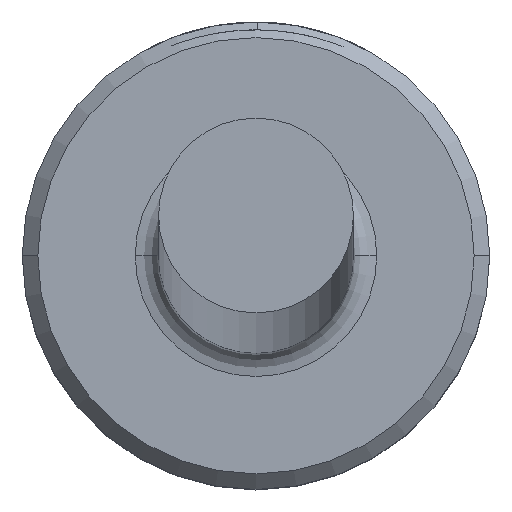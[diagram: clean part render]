
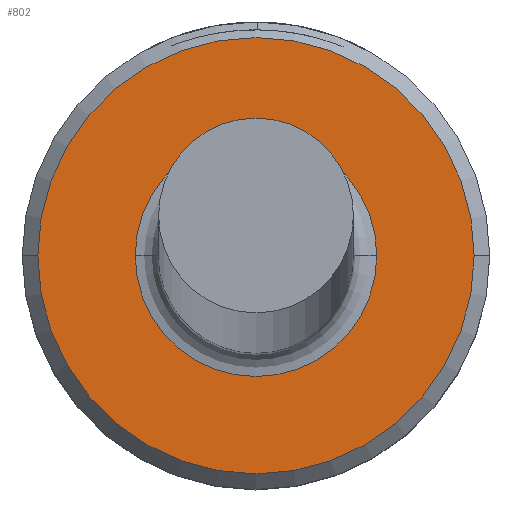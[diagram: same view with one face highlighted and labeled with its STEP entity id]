
A CAD part, top view. The second image highlights one B-rep face of the part: STEP entity #802.
In plain terms, the highlighted planar face has unit normal (0, 0, 1).
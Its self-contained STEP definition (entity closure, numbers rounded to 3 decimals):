
#4 = EDGE_CURVE ( 'NONE', #1061, #1001, #315, .T. ) ;
#16 = DIRECTION ( 'NONE',  ( 1., 0., 0. ) ) ;
#23 = ORIENTED_EDGE ( 'NONE', *, *, #706, .T. ) ;
#36 = CIRCLE ( 'NONE', #252, 2.8 ) ;
#48 = AXIS2_PLACEMENT_3D ( 'NONE', #763, #208, #853 ) ;
#90 = VERTEX_POINT ( 'NONE', #136 ) ;
#116 = PLANE ( 'NONE',  #803 ) ;
#136 = CARTESIAN_POINT ( 'NONE',  ( -2.8, 0., 4. ) ) ;
#137 = CARTESIAN_POINT ( 'NONE',  ( 0., 0., 4. ) ) ;
#203 = DIRECTION ( 'NONE',  ( 0., 0., 1. ) ) ;
#208 = DIRECTION ( 'NONE',  ( 0., 0., 1. ) ) ;
#229 = DIRECTION ( 'NONE',  ( -1., 0., 0. ) ) ;
#252 = AXIS2_PLACEMENT_3D ( 'NONE', #1100, #568, #16 ) ;
#294 = AXIS2_PLACEMENT_3D ( 'NONE', #137, #780, #229 ) ;
#315 = CIRCLE ( 'NONE', #651, 1.55 ) ;
#424 = ORIENTED_EDGE ( 'NONE', *, *, #987, .T. ) ;
#454 = EDGE_LOOP ( 'NONE', ( #818, #424 ) ) ;
#462 = FACE_BOUND ( 'NONE', #454, .T. ) ;
#483 = ORIENTED_EDGE ( 'NONE', *, *, #931, .T. ) ;
#486 = CARTESIAN_POINT ( 'NONE',  ( 0., 0., 4. ) ) ;
#517 = CARTESIAN_POINT ( 'NONE',  ( 2.8, 0., 4. ) ) ;
#528 = VERTEX_POINT ( 'NONE', #517 ) ;
#568 = DIRECTION ( 'NONE',  ( 0., 0., 1. ) ) ;
#569 = EDGE_LOOP ( 'NONE', ( #483, #23 ) ) ;
#600 = CARTESIAN_POINT ( 'NONE',  ( 1.55, 0., 4. ) ) ;
#651 = AXIS2_PLACEMENT_3D ( 'NONE', #1066, #996, #972 ) ;
#699 = CARTESIAN_POINT ( 'NONE',  ( -1.55, 0., 4. ) ) ;
#706 = EDGE_CURVE ( 'NONE', #528, #90, #36, .T. ) ;
#763 = CARTESIAN_POINT ( 'NONE',  ( 0., 0., 4. ) ) ;
#775 = CIRCLE ( 'NONE', #294, 1.55 ) ;
#780 = DIRECTION ( 'NONE',  ( 0., 0., -1. ) ) ;
#802 = ADVANCED_FACE ( 'NONE', ( #932, #462 ), #116, .T. ) ;
#803 = AXIS2_PLACEMENT_3D ( 'NONE', #486, #203, #848 ) ;
#818 = ORIENTED_EDGE ( 'NONE', *, *, #4, .T. ) ;
#848 = DIRECTION ( 'NONE',  ( 1., 0., 0. ) ) ;
#853 = DIRECTION ( 'NONE',  ( 1., 0., 0. ) ) ;
#931 = EDGE_CURVE ( 'NONE', #90, #528, #1071, .T. ) ;
#932 = FACE_OUTER_BOUND ( 'NONE', #569, .T. ) ;
#972 = DIRECTION ( 'NONE',  ( -1., 0., 0. ) ) ;
#987 = EDGE_CURVE ( 'NONE', #1001, #1061, #775, .T. ) ;
#996 = DIRECTION ( 'NONE',  ( 0., 0., -1. ) ) ;
#1001 = VERTEX_POINT ( 'NONE', #600 ) ;
#1061 = VERTEX_POINT ( 'NONE', #699 ) ;
#1066 = CARTESIAN_POINT ( 'NONE',  ( 0., 0., 4. ) ) ;
#1071 = CIRCLE ( 'NONE', #48, 2.8 ) ;
#1100 = CARTESIAN_POINT ( 'NONE',  ( 0., 0., 4. ) ) ;
